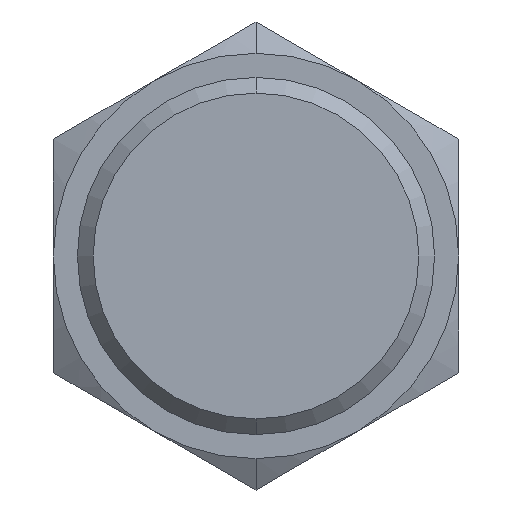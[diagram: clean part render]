
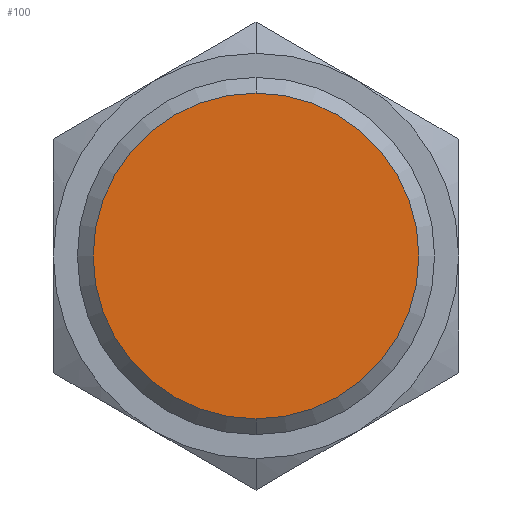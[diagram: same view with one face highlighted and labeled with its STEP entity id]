
A CAD part, front view. The second image highlights one B-rep face of the part: STEP entity #100.
In plain terms, the highlighted planar face has unit normal (0, -1, 0).
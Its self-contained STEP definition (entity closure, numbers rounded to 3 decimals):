
#100=ADVANCED_FACE('',(#199),#200,.F.);
#199=FACE_OUTER_BOUND('',#294,.T.);
#200=PLANE('',#295);
#294=EDGE_LOOP('',(#498,#499));
#295=AXIS2_PLACEMENT_3D('',#500,#501,#502);
#498=ORIENTED_EDGE('',*,*,#622,.F.);
#499=ORIENTED_EDGE('',*,*,#583,.F.);
#500=CARTESIAN_POINT('',(0.0,-11.0,0.0));
#501=DIRECTION('',(0.0,1.0,0.0));
#502=DIRECTION('',(1.0,0.0,-0.0));
#583=EDGE_CURVE('',#694,#687,#696,.T.);
#622=EDGE_CURVE('',#687,#694,#749,.T.);
#687=VERTEX_POINT('',#900);
#694=VERTEX_POINT('',#908);
#696=CIRCLE('',#911,12.056);
#749=CIRCLE('',#1068,12.056);
#900=CARTESIAN_POINT('',(0.0,-11.0,-12.056));
#908=CARTESIAN_POINT('',(0.,-11.0,12.056));
#911=AXIS2_PLACEMENT_3D('',#1158,#1159,#1160);
#1068=AXIS2_PLACEMENT_3D('',#1199,#1200,#1201);
#1158=CARTESIAN_POINT('',(0.0,-11.0,0.0));
#1159=DIRECTION('',(0.0,1.0,0.0));
#1160=DIRECTION('',(0.0,0.0,1.0));
#1199=CARTESIAN_POINT('',(0.0,-11.0,0.0));
#1200=DIRECTION('',(0.0,1.0,0.0));
#1201=DIRECTION('',(0.0,0.0,1.0));
